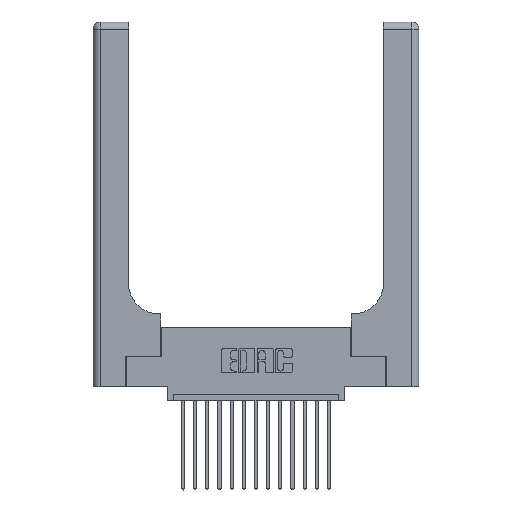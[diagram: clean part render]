
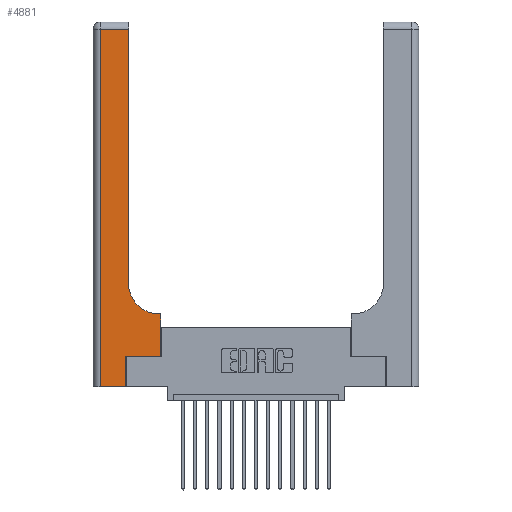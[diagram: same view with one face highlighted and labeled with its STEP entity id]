
A CAD part, top view. The second image highlights one B-rep face of the part: STEP entity #4881.
In plain terms, the highlighted planar face has unit normal (0, 0, 1).
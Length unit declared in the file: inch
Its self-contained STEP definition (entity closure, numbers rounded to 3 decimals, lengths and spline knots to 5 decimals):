
#43 = EDGE_CURVE ( 'NONE', #13755, #15185, #11871, .T. ) ;
#159 = EDGE_LOOP ( 'NONE', ( #15315, #7766, #8790, #6918, #4744, #11233, #7449, #8966, #3569 ) ) ;
#181 = CARTESIAN_POINT ( 'NONE',  ( 0.2915, 2.94, 0.37 ) ) ;
#278 = CARTESIAN_POINT ( 'NONE',  ( 0.269, 0., 0.37 ) ) ;
#812 = EDGE_CURVE ( 'NONE', #15605, #16823, #10656, .T. ) ;
#1069 = CARTESIAN_POINT ( 'NONE',  ( 0., 0., 0.37 ) ) ;
#1664 = AXIS2_PLACEMENT_3D ( 'NONE', #11735, #10185, #4390 ) ;
#2466 = CARTESIAN_POINT ( 'NONE',  ( 0.06, 0., 0.37 ) ) ;
#3520 = CARTESIAN_POINT ( 'NONE',  ( 0.269, 0., 0.37 ) ) ;
#3569 = ORIENTED_EDGE ( 'NONE', *, *, #13247, .T. ) ;
#3620 = VERTEX_POINT ( 'NONE', #14588 ) ;
#3837 = DIRECTION ( 'NONE',  ( 0., -1., 0. ) ) ;
#4229 = CARTESIAN_POINT ( 'NONE',  ( 0., 2.94, 0.37 ) ) ;
#4390 = DIRECTION ( 'NONE',  ( -1., 0., 0. ) ) ;
#4437 = LINE ( 'NONE', #7975, #9004 ) ;
#4579 = VECTOR ( 'NONE', #6978, 39.37008 ) ;
#4657 = CARTESIAN_POINT ( 'NONE',  ( 0.5415, 0.6, 0.37 ) ) ;
#4744 = ORIENTED_EDGE ( 'NONE', *, *, #812, .T. ) ;
#4881 = ADVANCED_FACE ( 'NONE', ( #6860 ), #12823, .F. ) ;
#4999 = DIRECTION ( 'NONE',  ( 0., 1., 0. ) ) ;
#5126 = LINE ( 'NONE', #12601, #15920 ) ;
#5181 = VECTOR ( 'NONE', #18229, 39.37008 ) ;
#5636 = CIRCLE ( 'NONE', #17857, 0.25 ) ;
#5669 = VERTEX_POINT ( 'NONE', #4657 ) ;
#6121 = VECTOR ( 'NONE', #4999, 39.37008 ) ;
#6479 = CARTESIAN_POINT ( 'NONE',  ( 0.5585, 0.6, 0.37 ) ) ;
#6490 = CARTESIAN_POINT ( 'NONE',  ( 0.269, 0.25, 0.37 ) ) ;
#6576 = DIRECTION ( 'NONE',  ( 1., 0., 0. ) ) ;
#6860 = FACE_OUTER_BOUND ( 'NONE', #159, .T. ) ;
#6918 = ORIENTED_EDGE ( 'NONE', *, *, #18301, .T. ) ;
#6978 = DIRECTION ( 'NONE',  ( 1., 0., 0. ) ) ;
#7091 = VERTEX_POINT ( 'NONE', #15453 ) ;
#7449 = ORIENTED_EDGE ( 'NONE', *, *, #18219, .T. ) ;
#7766 = ORIENTED_EDGE ( 'NONE', *, *, #12288, .T. ) ;
#7975 = CARTESIAN_POINT ( 'NONE',  ( 0.2915, 0.6, 0.37 ) ) ;
#8194 = LINE ( 'NONE', #1069, #4579 ) ;
#8655 = DIRECTION ( 'NONE',  ( 0., 1., 0. ) ) ;
#8790 = ORIENTED_EDGE ( 'NONE', *, *, #15444, .T. ) ;
#8966 = ORIENTED_EDGE ( 'NONE', *, *, #16022, .T. ) ;
#9004 = VECTOR ( 'NONE', #15606, 39.37008 ) ;
#9591 = VECTOR ( 'NONE', #13882, 39.37008 ) ;
#10185 = DIRECTION ( 'NONE',  ( 0., 0., -1. ) ) ;
#10298 = CARTESIAN_POINT ( 'NONE',  ( 0.269, 0.25, 0.37 ) ) ;
#10656 = LINE ( 'NONE', #3520, #6121 ) ;
#10810 = CARTESIAN_POINT ( 'NONE',  ( 0.2915, 0.85, 0.37 ) ) ;
#11233 = ORIENTED_EDGE ( 'NONE', *, *, #12754, .T. ) ;
#11735 = CARTESIAN_POINT ( 'NONE',  ( 0., 3., 0.37 ) ) ;
#11871 = LINE ( 'NONE', #15768, #14632 ) ;
#12288 = EDGE_CURVE ( 'NONE', #15185, #3620, #14609, .T. ) ;
#12601 = CARTESIAN_POINT ( 'NONE',  ( 0.06, 3., 0.37 ) ) ;
#12754 = EDGE_CURVE ( 'NONE', #16823, #7091, #16215, .T. ) ;
#12806 = LINE ( 'NONE', #16775, #9591 ) ;
#12823 = PLANE ( 'NONE',  #1664 ) ;
#13247 = EDGE_CURVE ( 'NONE', #5669, #13755, #5636, .T. ) ;
#13755 = VERTEX_POINT ( 'NONE', #10810 ) ;
#13882 = DIRECTION ( 'NONE',  ( 0., 1., 0. ) ) ;
#14451 = DIRECTION ( 'NONE',  ( -1., 0., 0. ) ) ;
#14588 = CARTESIAN_POINT ( 'NONE',  ( 0.06, 2.94, 0.37 ) ) ;
#14609 = LINE ( 'NONE', #4229, #16879 ) ;
#14632 = VECTOR ( 'NONE', #8655, 39.37008 ) ;
#14698 = VERTEX_POINT ( 'NONE', #2466 ) ;
#15185 = VERTEX_POINT ( 'NONE', #181 ) ;
#15315 = ORIENTED_EDGE ( 'NONE', *, *, #43, .T. ) ;
#15444 = EDGE_CURVE ( 'NONE', #3620, #14698, #5126, .T. ) ;
#15453 = CARTESIAN_POINT ( 'NONE',  ( 0.5585, 0.25, 0.37 ) ) ;
#15605 = VERTEX_POINT ( 'NONE', #278 ) ;
#15606 = DIRECTION ( 'NONE',  ( -1., 0., 0. ) ) ;
#15768 = CARTESIAN_POINT ( 'NONE',  ( 0.2915, 3., 0.37 ) ) ;
#15920 = VECTOR ( 'NONE', #3837, 39.37008 ) ;
#16022 = EDGE_CURVE ( 'NONE', #17205, #5669, #4437, .T. ) ;
#16215 = LINE ( 'NONE', #6490, #5181 ) ;
#16775 = CARTESIAN_POINT ( 'NONE',  ( 0.5585, 0.25, 0.37 ) ) ;
#16823 = VERTEX_POINT ( 'NONE', #10298 ) ;
#16879 = VECTOR ( 'NONE', #14451, 39.37008 ) ;
#16884 = CARTESIAN_POINT ( 'NONE',  ( 0.5415, 0.85, 0.37 ) ) ;
#17205 = VERTEX_POINT ( 'NONE', #6479 ) ;
#17857 = AXIS2_PLACEMENT_3D ( 'NONE', #16884, #18255, #6576 ) ;
#18219 = EDGE_CURVE ( 'NONE', #7091, #17205, #12806, .T. ) ;
#18229 = DIRECTION ( 'NONE',  ( 1., 0., 0. ) ) ;
#18255 = DIRECTION ( 'NONE',  ( 0., 0., -1. ) ) ;
#18301 = EDGE_CURVE ( 'NONE', #14698, #15605, #8194, .T. ) ;
